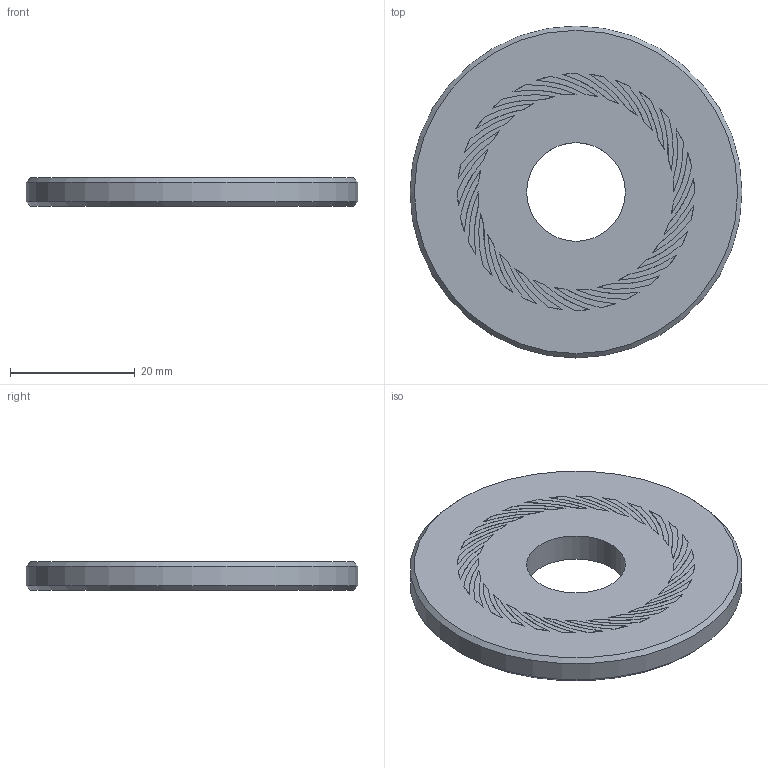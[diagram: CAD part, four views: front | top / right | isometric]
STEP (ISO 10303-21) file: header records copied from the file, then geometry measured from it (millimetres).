
FILE_DESCRIPTION(('Open CASCADE Model'),'2;1');
FILE_NAME('Open CASCADE Shape Model','2023-06-17T12:36:29',('Author'),( 'Open CASCADE'),'Open CASCADE STEP processor 7.7','Open CASCADE 7.7' ,'Unknown');
FILE_SCHEMA(('AUTOMOTIVE_DESIGN { 1 0 10303 214 1 1 1 1 }'));
Length unit declared in the file: millimetre
Products named in the file (5): CQ assembly; SGTB; SGTB_part; Left SGTB; Left SGTB_part
Assembly tree (4 placements, depth 4):
  CQ assembly
    SGTB
      SGTB_part
      Left SGTB
        Left SGTB_part
Bounding box: 53.3 x 53.3 x 4.56 mm (x, y, z)
Volume: 9200.2 mm3; surface area: 4930.7 mm2
Topology: 1 solids, 1 shells, 146 faces, 346 edges, 230 vertices
Faces by surface type: extrusion 112, plane 30, cylinder 2, cone 2
Full cylindrical faces by diameter (mm): 15.84 x1, 53.3 x1
Entity records: 12583 total; most frequent: CARTESIAN_POINT 6191, DIRECTION 784, ORIENTED_EDGE 692, VECTOR 692, PCURVE 692, DEFINITIONAL_REPRESENTATION 692, LINE 580, B_SPLINE_CURVE_WITH_KNOTS 560
